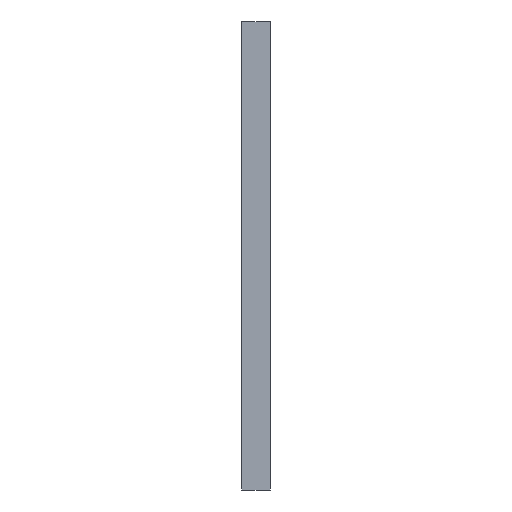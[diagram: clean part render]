
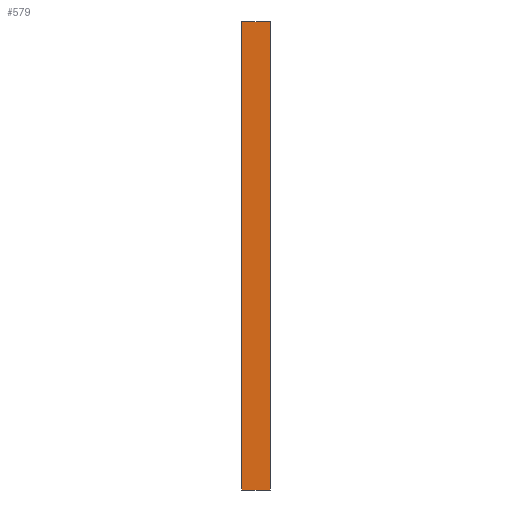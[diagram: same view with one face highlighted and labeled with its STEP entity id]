
A CAD part, left-side view. The second image highlights one B-rep face of the part: STEP entity #579.
In plain terms, the highlighted planar face has unit normal (-1, 0, 0).
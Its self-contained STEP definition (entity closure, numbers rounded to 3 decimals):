
#36 = EDGE_CURVE ( 'NONE', #54, #2164, #834, .T. ) ;
#54 = VERTEX_POINT ( 'NONE', #894 ) ;
#81 = ORIENTED_EDGE ( 'NONE', *, *, #36, .F. ) ;
#159 = EDGE_LOOP ( 'NONE', ( #1108, #328, #81, #423 ) ) ;
#328 = ORIENTED_EDGE ( 'NONE', *, *, #457, .F. ) ;
#356 = EDGE_CURVE ( 'NONE', #553, #2090, #1062, .T. ) ;
#413 = EDGE_CURVE ( 'NONE', #54, #553, #1553, .T. ) ;
#423 = ORIENTED_EDGE ( 'NONE', *, *, #413, .T. ) ;
#457 = EDGE_CURVE ( 'NONE', #2164, #2090, #1893, .T. ) ;
#553 = VERTEX_POINT ( 'NONE', #839 ) ;
#579 = ADVANCED_FACE ( 'NONE', ( #951 ), #968, .F. ) ;
#834 = LINE ( 'NONE', #835, #836 ) ;
#835 = CARTESIAN_POINT ( 'NONE',  ( -60., 6., -50. ) ) ;
#836 = VECTOR ( 'NONE', #837, 1000. ) ;
#837 = DIRECTION ( 'NONE',  ( 0., 0., 1. ) ) ;
#839 = CARTESIAN_POINT ( 'NONE',  ( -60., 0., -50. ) ) ;
#894 = CARTESIAN_POINT ( 'NONE',  ( -60., 6., -50. ) ) ;
#951 = FACE_OUTER_BOUND ( 'NONE', #159, .T. ) ;
#968 = PLANE ( 'NONE',  #969 ) ;
#969 = AXIS2_PLACEMENT_3D ( 'NONE', #970, #971, #972 ) ;
#970 = CARTESIAN_POINT ( 'NONE',  ( -60., 6., -50. ) ) ;
#971 = DIRECTION ( 'NONE',  ( 1., 0., 0. ) ) ;
#972 = DIRECTION ( 'NONE',  ( 0., 0., -1. ) ) ;
#1062 = LINE ( 'NONE', #1063, #1064 ) ;
#1063 = CARTESIAN_POINT ( 'NONE',  ( -60., 0., -50. ) ) ;
#1064 = VECTOR ( 'NONE', #1065, 1000. ) ;
#1065 = DIRECTION ( 'NONE',  ( 0., 0., 1. ) ) ;
#1108 = ORIENTED_EDGE ( 'NONE', *, *, #356, .T. ) ;
#1248 = CARTESIAN_POINT ( 'NONE',  ( -60., 0., 50. ) ) ;
#1352 = CARTESIAN_POINT ( 'NONE',  ( -60., 6., 50. ) ) ;
#1553 = LINE ( 'NONE', #1554, #1555 ) ;
#1554 = CARTESIAN_POINT ( 'NONE',  ( -60., 6., -50. ) ) ;
#1555 = VECTOR ( 'NONE', #1556, 1000. ) ;
#1556 = DIRECTION ( 'NONE',  ( 0., -1., 0. ) ) ;
#1893 = LINE ( 'NONE', #1894, #1895 ) ;
#1894 = CARTESIAN_POINT ( 'NONE',  ( -60., 6., 50. ) ) ;
#1895 = VECTOR ( 'NONE', #1896, 1000. ) ;
#1896 = DIRECTION ( 'NONE',  ( 0., -1., 0. ) ) ;
#2090 = VERTEX_POINT ( 'NONE', #1248 ) ;
#2164 = VERTEX_POINT ( 'NONE', #1352 ) ;
